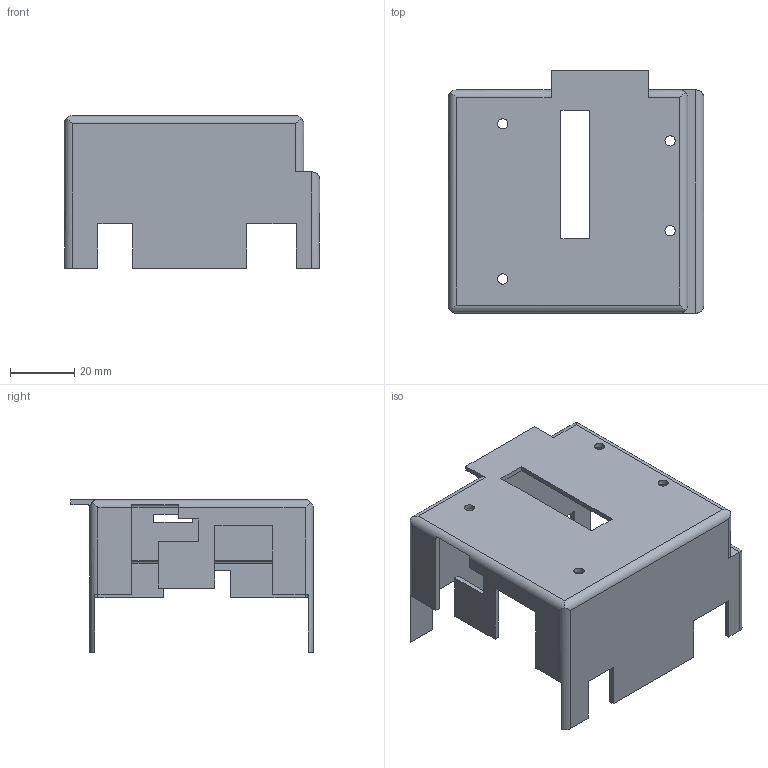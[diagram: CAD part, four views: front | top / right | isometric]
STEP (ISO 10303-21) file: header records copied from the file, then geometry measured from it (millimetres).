
FILE_DESCRIPTION((''),'2;1');
FILE_NAME('capot inf.stp','2014-05-22T08:04:46',(''),(''),'Mechanical Desktop 2011','Mechanical Desktop 2011',', , ');
FILE_SCHEMA(('CONFIG_CONTROL_DESIGN'));
Length unit declared in the file: millimetre
Products named in the file (1): Product
Bounding box: 79.6 x 75.45 x 47.5 mm (x, y, z)
Volume: 21220.6 mm3; surface area: 29500.6 mm2
Topology: 1 solids, 1 shells, 96 faces, 274 edges, 180 vertices
Faces by surface type: plane 63, cylinder 33
Entity records: 3239 total; most frequent: CARTESIAN_POINT 551, ORIENTED_EDGE 548, DIRECTION 534, EDGE_CURVE 274, VECTOR 208, LINE 208, VERTEX_POINT 180, AXIS2_PLACEMENT_3D 163
